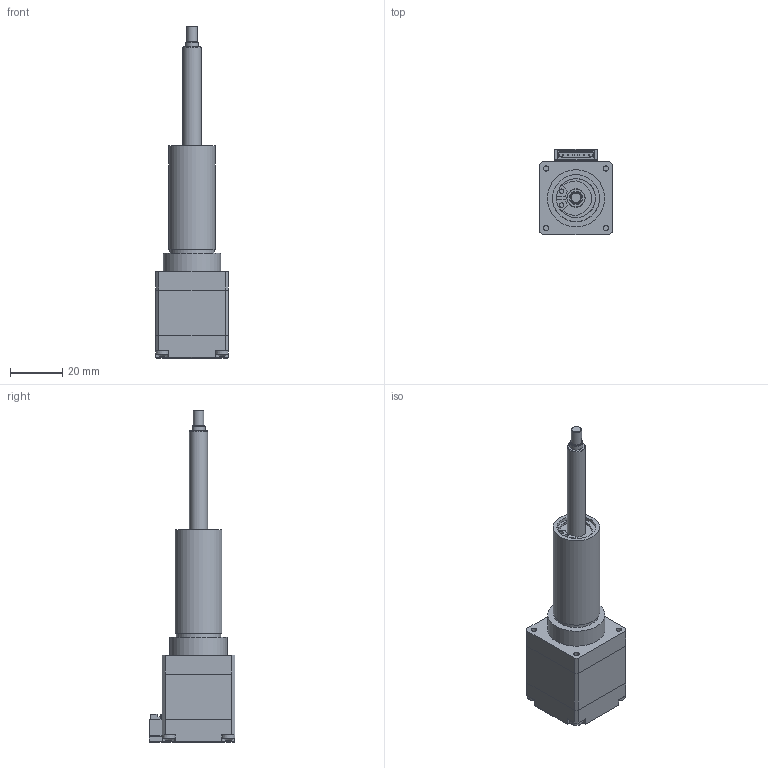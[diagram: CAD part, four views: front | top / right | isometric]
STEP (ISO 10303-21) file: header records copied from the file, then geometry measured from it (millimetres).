
FILE_DESCRIPTION((''),'2;1');
FILE_NAME('LGA281S-A-038.stp','2018-08-21T15:26:47',('tao.xu'),(''),'Autodesk Inventor 2013','Autodesk Inventor 2013','');
FILE_SCHEMA(('CONFIG_CONTROL_DESIGN'));
Length unit declared in the file: millimetre
Products named in the file (1): 零件26
Bounding box: 28 x 33 x 127.6 mm (x, y, z)
Volume: 40256.7 mm3; surface area: 11321.2 mm2
Topology: 2 solids, 4 shells, 476 faces, 1233 edges, 795 vertices
Faces by surface type: plane 339, cylinder 58, cone 55, torus 20, sphere 4
Full cylindrical faces by diameter (mm): 1.7 x2, 2.05 x4, 4 x1, 4.7 x2, 5 x1, 6 x1, 6.2 x2, 7 x1, 8 x2, 9 x1, 9.5 x1, 15 x1, 17 x1, 18 x1, 22 x1
Entity records: 15043 total; most frequent: CARTESIAN_POINT 3286, ORIENTED_EDGE 2338, DIRECTION 2243, EDGE_CURVE 1169, VECTOR 793, LINE 793, VERTEX_POINT 776, AXIS2_PLACEMENT_3D 725
